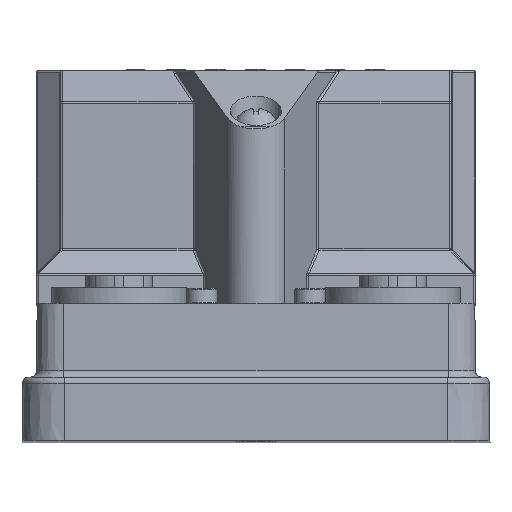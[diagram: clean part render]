
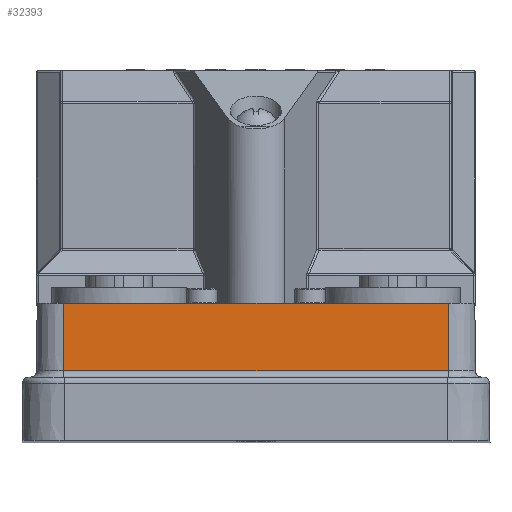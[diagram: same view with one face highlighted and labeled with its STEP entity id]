
A CAD part, top view. The second image highlights one B-rep face of the part: STEP entity #32393.
In plain terms, the highlighted planar face has unit normal (0, 0.009, 1).
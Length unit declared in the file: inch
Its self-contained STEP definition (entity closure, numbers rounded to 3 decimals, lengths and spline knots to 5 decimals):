
#847 = VECTOR ( 'NONE', #16394, 39.37008 ) ;
#3977 = EDGE_CURVE ( 'NONE', #40363, #53845, #20461, .T. ) ;
#7340 = CARTESIAN_POINT ( 'NONE',  ( -0.89612, 0.63976, 2.92942 ) ) ;
#12409 = DIRECTION ( 'NONE',  ( 0., 1., -0.009 ) ) ;
#12703 = CARTESIAN_POINT ( 'NONE',  ( 0.89612, 0.29528, 2.93242 ) ) ;
#12823 = LINE ( 'NONE', #7340, #22967 ) ;
#13660 = ORIENTED_EDGE ( 'NONE', *, *, #46643, .F. ) ;
#13948 = LINE ( 'NONE', #54056, #36841 ) ;
#16360 = VERTEX_POINT ( 'NONE', #16672 ) ;
#16394 = DIRECTION ( 'NONE',  ( 1., 0., 0. ) ) ;
#16672 = CARTESIAN_POINT ( 'NONE',  ( -0.89612, 0.63976, 2.92942 ) ) ;
#16675 = CARTESIAN_POINT ( 'NONE',  ( -0.89612, 0.32455, 2.93217 ) ) ;
#17009 = CARTESIAN_POINT ( 'NONE',  ( -0.89612, 0.29528, 2.93242 ) ) ;
#18469 = EDGE_LOOP ( 'NONE', ( #41567, #49614, #13660, #31172 ) ) ;
#19093 = DIRECTION ( 'NONE',  ( 0., 1., -0.009 ) ) ;
#20461 = LINE ( 'NONE', #12703, #34186 ) ;
#20611 = CARTESIAN_POINT ( 'NONE',  ( -0.89612, 0.32455, 2.93217 ) ) ;
#22527 = EDGE_CURVE ( 'NONE', #28015, #40363, #38448, .T. ) ;
#22967 = VECTOR ( 'NONE', #42341, 39.37008 ) ;
#24125 = EDGE_CURVE ( 'NONE', #53845, #16360, #12823, .T. ) ;
#28015 = VERTEX_POINT ( 'NONE', #20611 ) ;
#29175 = AXIS2_PLACEMENT_3D ( 'NONE', #17009, #37935, #55427 ) ;
#31172 = ORIENTED_EDGE ( 'NONE', *, *, #22527, .T. ) ;
#32393 = ADVANCED_FACE ( 'NONE', ( #52262 ), #51411, .T. ) ;
#34186 = VECTOR ( 'NONE', #12409, 39.37008 ) ;
#36841 = VECTOR ( 'NONE', #19093, 39.37008 ) ;
#37935 = DIRECTION ( 'NONE',  ( 0., 0.009, 1. ) ) ;
#38448 = LINE ( 'NONE', #16675, #847 ) ;
#40328 = CARTESIAN_POINT ( 'NONE',  ( 0.89612, 0.32455, 2.93217 ) ) ;
#40363 = VERTEX_POINT ( 'NONE', #40328 ) ;
#41567 = ORIENTED_EDGE ( 'NONE', *, *, #3977, .T. ) ;
#42341 = DIRECTION ( 'NONE',  ( -1., 0., 0. ) ) ;
#45154 = CARTESIAN_POINT ( 'NONE',  ( 0.89612, 0.63976, 2.92942 ) ) ;
#46643 = EDGE_CURVE ( 'NONE', #28015, #16360, #13948, .T. ) ;
#49614 = ORIENTED_EDGE ( 'NONE', *, *, #24125, .T. ) ;
#51411 = PLANE ( 'NONE',  #29175 ) ;
#52262 = FACE_OUTER_BOUND ( 'NONE', #18469, .T. ) ;
#53845 = VERTEX_POINT ( 'NONE', #45154 ) ;
#54056 = CARTESIAN_POINT ( 'NONE',  ( -0.89612, -19645.66929, 174.38016 ) ) ;
#55427 = DIRECTION ( 'NONE',  ( 0., -1., 0.009 ) ) ;
